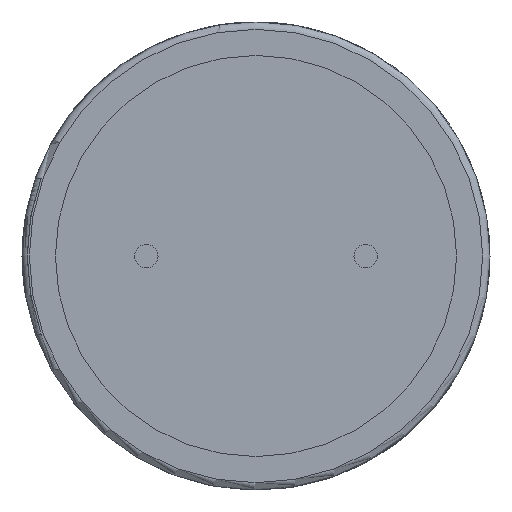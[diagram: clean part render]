
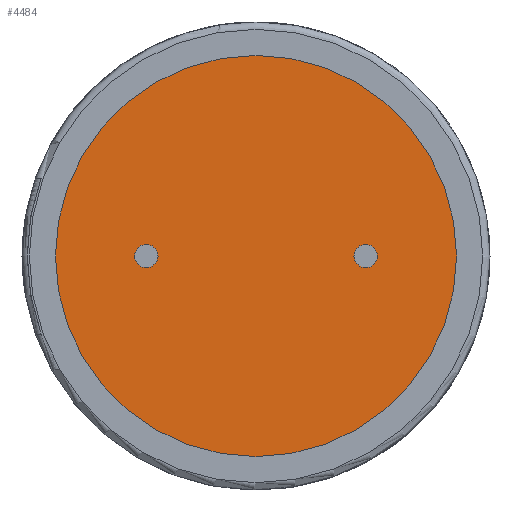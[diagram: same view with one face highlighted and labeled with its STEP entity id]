
A CAD part, front view. The second image highlights one B-rep face of the part: STEP entity #4484.
In plain terms, the highlighted planar face has unit normal (0, -1, 0).
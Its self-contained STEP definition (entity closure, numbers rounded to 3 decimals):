
#65=FACE_BOUND('',#759,.T.);
#66=FACE_BOUND('',#760,.T.);
#168=PLANE('',#4774);
#499=FACE_OUTER_BOUND('',#758,.T.);
#758=EDGE_LOOP('',(#3973));
#759=EDGE_LOOP('',(#3974));
#760=EDGE_LOOP('',(#3975));
#870=CIRCLE('',#4766,0.4);
#872=CIRCLE('',#4770,0.4);
#873=CIRCLE('',#4773,6.857);
#2082=VERTEX_POINT('',#11474);
#2084=VERTEX_POINT('',#11481);
#2085=VERTEX_POINT('',#11486);
#2712=EDGE_CURVE('',#2082,#2082,#870,.T.);
#2715=EDGE_CURVE('',#2084,#2084,#872,.T.);
#2717=EDGE_CURVE('',#2085,#2085,#873,.T.);
#3973=ORIENTED_EDGE('',*,*,#2717,.T.);
#3974=ORIENTED_EDGE('',*,*,#2712,.T.);
#3975=ORIENTED_EDGE('',*,*,#2715,.T.);
#4484=ADVANCED_FACE('',(#499,#65,#66),#168,.T.);
#4766=AXIS2_PLACEMENT_3D('',#11476,#5581,#5582);
#4770=AXIS2_PLACEMENT_3D('',#11483,#5590,#5591);
#4773=AXIS2_PLACEMENT_3D('',#11488,#5597,#5598);
#4774=AXIS2_PLACEMENT_3D('',#11489,#5599,#5600);
#5581=DIRECTION('center_axis',(0.,1.,0.));
#5582=DIRECTION('ref_axis',(1.,0.,0.));
#5590=DIRECTION('center_axis',(0.,1.,0.));
#5591=DIRECTION('ref_axis',(1.,0.,0.));
#5597=DIRECTION('center_axis',(0.,-1.,0.));
#5598=DIRECTION('ref_axis',(1.,0.,0.));
#5599=DIRECTION('center_axis',(0.,-1.,0.));
#5600=DIRECTION('ref_axis',(0.,0.,-1.));
#11474=CARTESIAN_POINT('',(3.35,0.1,0.));
#11476=CARTESIAN_POINT('Origin',(3.75,0.1,0.));
#11481=CARTESIAN_POINT('',(-4.15,0.1,0.));
#11483=CARTESIAN_POINT('Origin',(-3.75,0.1,0.));
#11486=CARTESIAN_POINT('',(-6.857,0.1,0.));
#11488=CARTESIAN_POINT('Origin',(0.,0.1,0.));
#11489=CARTESIAN_POINT('Origin',(0.,0.1,0.));
